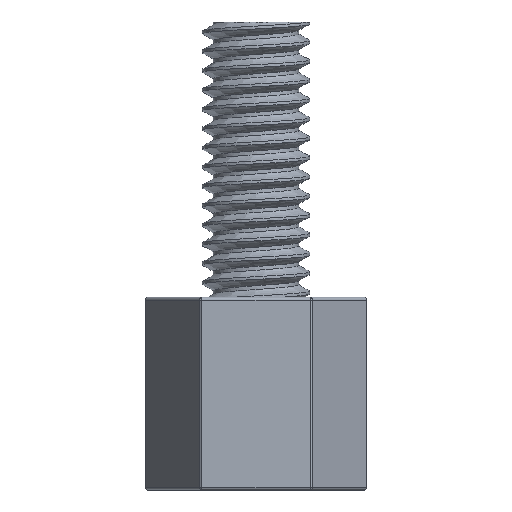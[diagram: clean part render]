
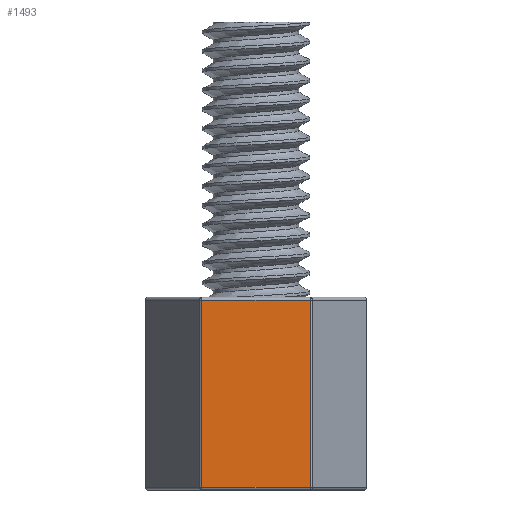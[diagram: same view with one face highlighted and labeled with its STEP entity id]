
A CAD part, front view. The second image highlights one B-rep face of the part: STEP entity #1493.
In plain terms, the highlighted planar face has unit normal (0, -1, 0).
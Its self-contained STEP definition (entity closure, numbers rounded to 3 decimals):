
#21=PLANE('',#1614);
#91=FACE_OUTER_BOUND('',#184,.T.);
#184=EDGE_LOOP('',(#1107,#1108,#1109,#1110));
#426=LINE('',#3644,#507);
#428=LINE('',#3654,#509);
#429=LINE('',#3656,#510);
#430=LINE('',#3657,#511);
#507=VECTOR('',#1850,10.);
#509=VECTOR('',#1862,10.);
#510=VECTOR('',#1863,10.);
#511=VECTOR('',#1864,10.);
#646=VERTEX_POINT('',#3636);
#649=VERTEX_POINT('',#3643);
#652=VERTEX_POINT('',#3653);
#653=VERTEX_POINT('',#3655);
#830=EDGE_CURVE('',#646,#649,#426,.T.);
#835=EDGE_CURVE('',#652,#646,#428,.T.);
#836=EDGE_CURVE('',#653,#652,#429,.T.);
#837=EDGE_CURVE('',#649,#653,#430,.T.);
#1107=ORIENTED_EDGE('',*,*,#830,.F.);
#1108=ORIENTED_EDGE('',*,*,#835,.F.);
#1109=ORIENTED_EDGE('',*,*,#836,.F.);
#1110=ORIENTED_EDGE('',*,*,#837,.F.);
#1493=ADVANCED_FACE('',(#91),#21,.T.);
#1614=AXIS2_PLACEMENT_3D('',#3652,#1860,#1861);
#1850=DIRECTION('',(0.,0.,1.));
#1860=DIRECTION('center_axis',(0.,-1.,0.));
#1861=DIRECTION('ref_axis',(1.,0.,0.));
#1862=DIRECTION('',(-1.,0.,0.));
#1863=DIRECTION('',(0.,0.,-1.));
#1864=DIRECTION('',(1.,0.,0.));
#3636=CARTESIAN_POINT('',(42.037,-3.5,-1.9));
#3643=CARTESIAN_POINT('',(42.037,-3.5,4.9));
#3644=CARTESIAN_POINT('',(42.037,-3.5,0.));
#3652=CARTESIAN_POINT('Origin',(41.979,-3.5,0.));
#3653=CARTESIAN_POINT('',(45.963,-3.5,-1.9));
#3654=CARTESIAN_POINT('',(42.99,-3.5,-1.9));
#3655=CARTESIAN_POINT('',(45.963,-3.5,4.9));
#3656=CARTESIAN_POINT('',(45.963,-3.5,0.));
#3657=CARTESIAN_POINT('',(42.99,-3.5,4.9));
